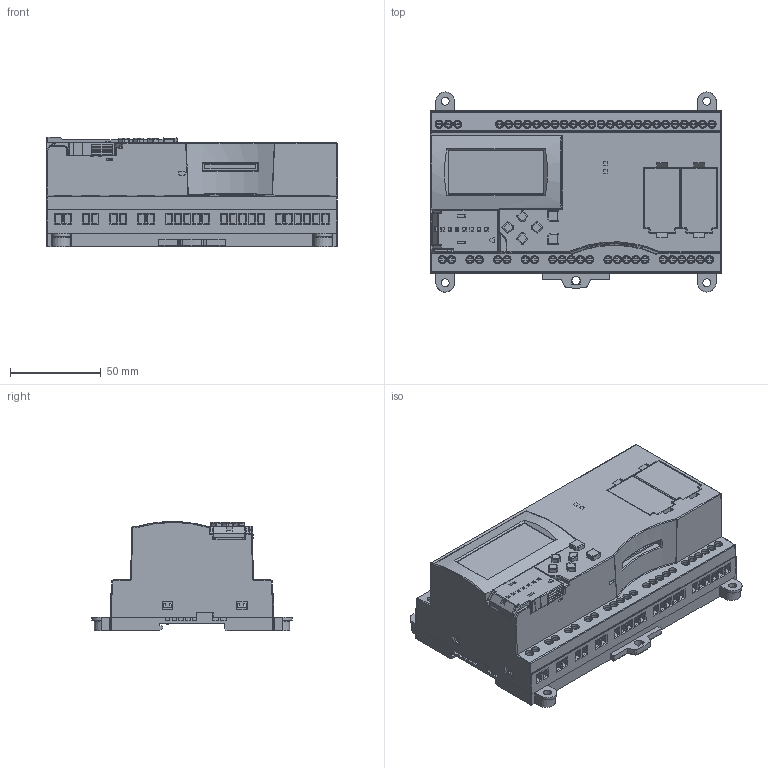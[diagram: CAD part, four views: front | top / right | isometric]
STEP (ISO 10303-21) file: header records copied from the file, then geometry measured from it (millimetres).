
FILE_DESCRIPTION (( 'STEP AP214' ), '1' );
FILE_NAME ('FT1A-H40R[K][S]A.STEP', '2020-10-12T08:09:54', ( '' ), ( '' ), 'SwSTEP 2.0', 'SolidWorks 2019', '' );
FILE_SCHEMA (( 'AUTOMOTIVE_DESIGN' ));
Length unit declared in the file: millimetre
Products named in the file (5): FT1A-USB-COVER; FT1A-H40R[K][S]A; FT1A-OPTION-COVER; FT1A-DIN-HOOK
Assembly tree (5 placements, depth 2):
  FT1A-H40R[K][S]A
    FT1A-H40R[K][S]A
    FT1A-DIN-HOOK
    FT1A-USB-COVER
    FT1A-OPTION-COVER  x2
Bounding box: 160.04 x 110.13 x 60 mm (x, y, z)
Volume: 653703 mm3; surface area: 94311.6 mm2
Topology: 5 solids, 5 shells, 3388 faces, 8679 edges, 5513 vertices
Faces by surface type: plane 1893, cylinder 804, bspline 367, torus 153, cone 151, sphere 20
Full cylindrical faces by diameter (mm): 1.2 x3, 1.4 x3, 2 x1, 4.1 x51, 4.479 x51
Entity records: 123721 total; most frequent: CARTESIAN_POINT 52777, ORIENTED_EDGE 15806, DIRECTION 12174, EDGE_CURVE 7903, VERTEX_POINT 5219, VECTOR 4604, LINE 4604, EDGE_LOOP 3840
